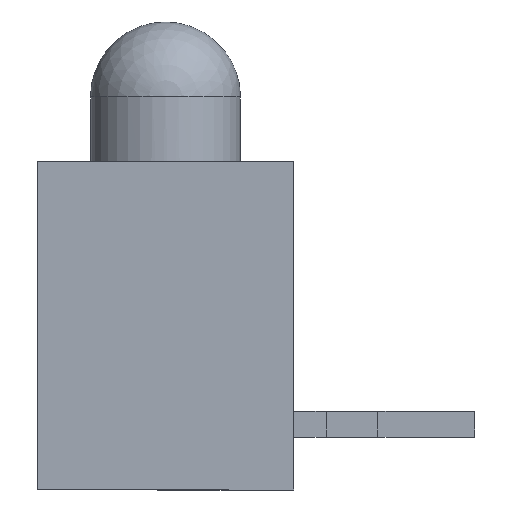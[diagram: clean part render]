
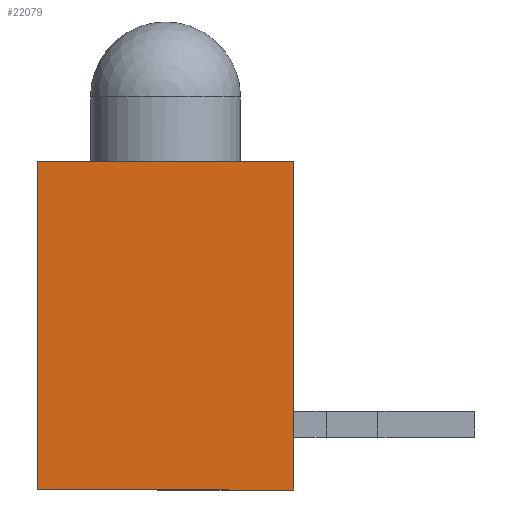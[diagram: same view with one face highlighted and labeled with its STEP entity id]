
A CAD part, left-side view. The second image highlights one B-rep face of the part: STEP entity #22079.
In plain terms, the highlighted planar face has unit normal (-1, 0, 0).
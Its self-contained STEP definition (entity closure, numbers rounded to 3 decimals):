
#2916 = DIRECTION ( 'NONE',  ( 0., 0., 1. ) ) ;
#2917 = VECTOR ( 'NONE', #2916, 1000. ) ;
#2918 = CARTESIAN_POINT ( 'NONE',  ( -3.5, 2.48, 3.175 ) ) ;
#2920 = LINE ( 'NONE', #2918, #2917 ) ;
#7441 = CARTESIAN_POINT ( 'NONE',  ( -3.5, -2.48, 3.175 ) ) ;
#7442 = DIRECTION ( 'NONE',  ( 0., -1., 0. ) ) ;
#7443 = VECTOR ( 'NONE', #7442, 1000. ) ;
#7444 = CARTESIAN_POINT ( 'NONE',  ( -3.5, 2.48, 3.175 ) ) ;
#7445 = LINE ( 'NONE', #7444, #7443 ) ;
#7446 = CARTESIAN_POINT ( 'NONE',  ( -3.5, 2.48, 3.175 ) ) ;
#7759 = DIRECTION ( 'NONE',  ( 0., 1., 0. ) ) ;
#7760 = VECTOR ( 'NONE', #7759, 1000. ) ;
#7761 = CARTESIAN_POINT ( 'NONE',  ( -3.5, 2.48, -3.175 ) ) ;
#7762 = LINE ( 'NONE', #7761, #7760 ) ;
#7763 = CARTESIAN_POINT ( 'NONE',  ( -3.5, -2.48, -3.175 ) ) ;
#7764 = DIRECTION ( 'NONE',  ( 0., 0., -1. ) ) ;
#7765 = DIRECTION ( 'NONE',  ( 1., 0., 0. ) ) ;
#7766 = CARTESIAN_POINT ( 'NONE',  ( -3.5, -2.48, 3.175 ) ) ;
#7767 = AXIS2_PLACEMENT_3D ( 'NONE', #7766, #7765, #7764 ) ;
#7768 = PLANE ( 'NONE',  #7767 ) ;
#7782 = FACE_OUTER_BOUND ( 'NONE', #22055, .T. ) ;
#7814 = DIRECTION ( 'NONE',  ( 0., 0., -1. ) ) ;
#7815 = VECTOR ( 'NONE', #7814, 1000. ) ;
#7816 = CARTESIAN_POINT ( 'NONE',  ( -3.5, -2.48, 3.175 ) ) ;
#7817 = LINE ( 'NONE', #7816, #7815 ) ;
#15150 = VERTEX_POINT ( 'NONE', #19854 ) ;
#16575 = EDGE_CURVE ( 'NONE', #15150, #19073, #2920, .T. ) ;
#19073 = VERTEX_POINT ( 'NONE', #7446 ) ;
#19075 = EDGE_CURVE ( 'NONE', #19073, #19076, #7445, .T. ) ;
#19076 = VERTEX_POINT ( 'NONE', #7441 ) ;
#19854 = CARTESIAN_POINT ( 'NONE',  ( -3.5, 2.48, -3.175 ) ) ;
#22055 = EDGE_LOOP ( 'NONE', ( #22074, #22070, #22068, #22075 ) ) ;
#22056 = VERTEX_POINT ( 'NONE', #7763 ) ;
#22057 = EDGE_CURVE ( 'NONE', #22056, #15150, #7762, .T. ) ;
#22068 = ORIENTED_EDGE ( 'NONE', *, *, #22057, .F. ) ;
#22070 = ORIENTED_EDGE ( 'NONE', *, *, #16575, .F. ) ;
#22074 = ORIENTED_EDGE ( 'NONE', *, *, #19075, .F. ) ;
#22075 = ORIENTED_EDGE ( 'NONE', *, *, #22080, .F. ) ;
#22079 = ADVANCED_FACE ( 'NONE', ( #7782 ), #7768, .F. ) ;
#22080 = EDGE_CURVE ( 'NONE', #19076, #22056, #7817, .T. ) ;
